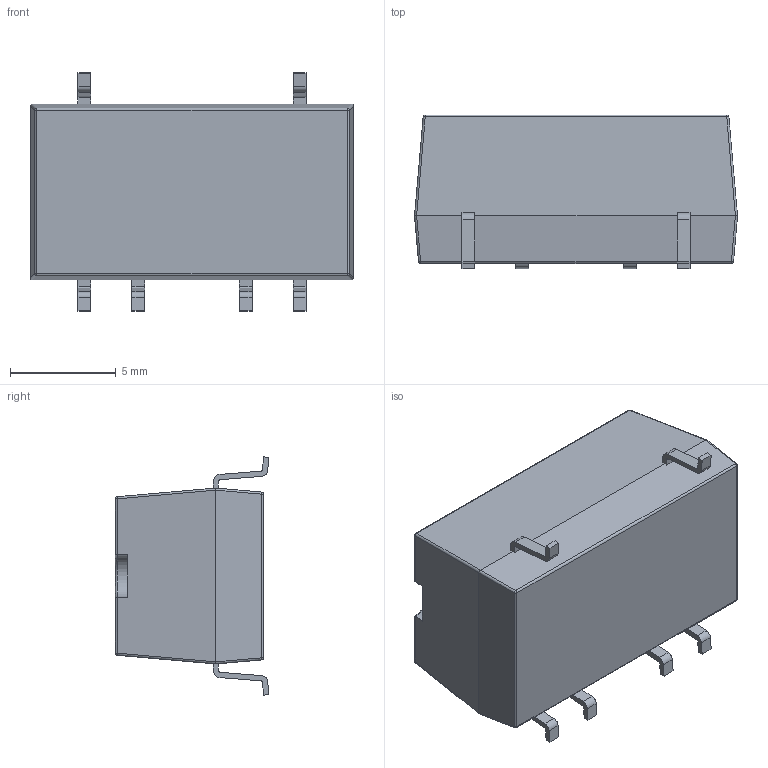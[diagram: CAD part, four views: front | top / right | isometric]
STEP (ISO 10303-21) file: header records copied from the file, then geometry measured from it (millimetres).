
FILE_DESCRIPTION (( 'STEP AP214' ), '1' );
FILE_NAME ('CUI V78.STEP', '2016-07-16T21:38:48', ( '' ), ( '' ), 'SwSTEP 2.0', 'SolidWorks 2015', '' );
FILE_SCHEMA (( 'AUTOMOTIVE_DESIGN' ));
Length unit declared in the file: millimetre
Products named in the file (1): CUI V78
Bounding box: 15.24 x 7.25 x 11.24 mm (x, y, z)
Volume: 831.7 mm3; surface area: 578 mm2
Topology: 1 solids, 1 shells, 120 faces, 328 edges, 202 vertices
Faces by surface type: plane 65, cylinder 44, sphere 8, torus 3
Entity records: 4621 total; most frequent: CARTESIAN_POINT 709, ORIENTED_EDGE 640, DIRECTION 631, EDGE_CURVE 320, VECTOR 227, LINE 227, AXIS2_PLACEMENT_3D 202, VERTEX_POINT 202
